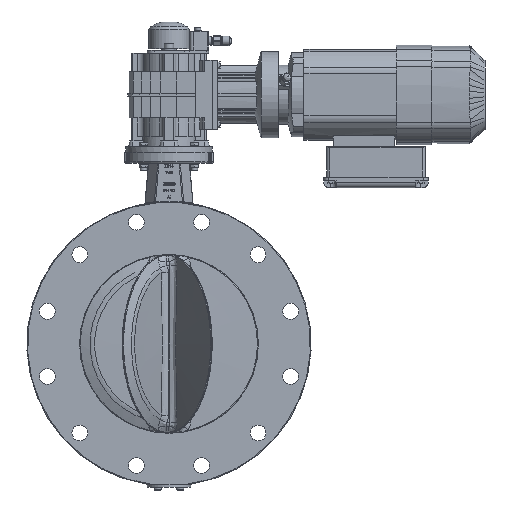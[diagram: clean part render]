
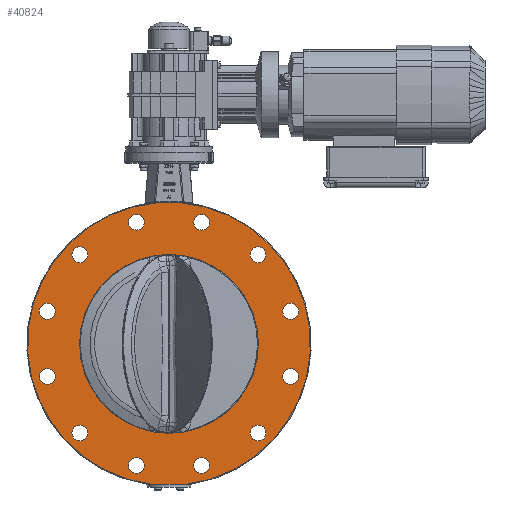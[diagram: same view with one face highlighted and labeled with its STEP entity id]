
A CAD part, front view. The second image highlights one B-rep face of the part: STEP entity #40824.
In plain terms, the highlighted planar face has unit normal (0, -1, 0).
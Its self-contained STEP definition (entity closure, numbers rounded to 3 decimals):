
#40344=CARTESIAN_POINT('',(0.0,-34.,124.2));
#40345=VERTEX_POINT('',#40344);
#40346=CARTESIAN_POINT('',(0.0,-34.,0.0));
#40347=DIRECTION('',(0.0,-1.0,0.0));
#40348=DIRECTION('',(0.0,0.0,1.0));
#40349=AXIS2_PLACEMENT_3D('',#40346,#40347,#40348);
#40350=CIRCLE('',#40349,124.2);
#40351=EDGE_CURVE('',#40345,#40345,#40350,.T.);
#40626=CARTESIAN_POINT('',(-24.233,-34.0,-195.0));
#40627=VERTEX_POINT('',#40626);
#40641=CARTESIAN_POINT('',(24.233,-34.0,-195.0));
#40642=VERTEX_POINT('',#40641);
#40643=CARTESIAN_POINT('',(0.0,-34.0,0.0));
#40644=DIRECTION('',(0.0,1.0,0.0));
#40645=DIRECTION('',(1.0,0.0,0.0));
#40646=AXIS2_PLACEMENT_3D('',#40643,#40644,#40645);
#40647=CIRCLE('',#40646,196.5);
#40648=EDGE_CURVE('',#40627,#40642,#40647,.T.);
#40675=CARTESIAN_POINT('',(0.0,-34.0,167.1));
#40676=DIRECTION('',(0.0,1.0,0.0));
#40677=DIRECTION('',(0.0,0.0,1.0));
#40678=AXIS2_PLACEMENT_3D('',#40675,#40676,#40677);
#40679=PLANE('',#40678);
#40680=ORIENTED_EDGE('',*,*,#40648,.F.);
#40681=CARTESIAN_POINT('',(-24.233,-34.0,-195.0));
#40682=DIRECTION('',(1.0,0.0,0.0));
#40683=VECTOR('',#40682,48.466);
#40684=LINE('',#40681,#40683);
#40685=EDGE_CURVE('',#40627,#40642,#40684,.T.);
#40686=ORIENTED_EDGE('',*,*,#40685,.T.);
#40687=EDGE_LOOP('',(#40680,#40686));
#40688=FACE_OUTER_BOUND('',#40687,.T.);
#40689=ORIENTED_EDGE('',*,*,#40351,.F.);
#40690=EDGE_LOOP('',(#40689));
#40691=FACE_BOUND('',#40690,.T.);
#40692=CARTESIAN_POINT('',(158.037,-34.0,45.293));
#40693=VERTEX_POINT('',#40692);
#40694=CARTESIAN_POINT('',(169.037,-34.,45.293));
#40695=DIRECTION('',(0.0,1.0,0.0));
#40696=DIRECTION('',(-1.0,0.0,0.0));
#40697=AXIS2_PLACEMENT_3D('',#40694,#40695,#40696);
#40698=CIRCLE('',#40697,11.0);
#40699=EDGE_CURVE('',#40693,#40693,#40698,.T.);
#40700=ORIENTED_EDGE('',*,*,#40699,.T.);
#40701=EDGE_LOOP('',(#40700));
#40702=FACE_BOUND('',#40701,.T.);
#40703=CARTESIAN_POINT('',(112.744,-34.0,123.744));
#40704=VERTEX_POINT('',#40703);
#40705=CARTESIAN_POINT('',(123.744,-34.,123.744));
#40706=DIRECTION('',(0.0,1.0,0.0));
#40707=DIRECTION('',(-1.0,0.0,0.0));
#40708=AXIS2_PLACEMENT_3D('',#40705,#40706,#40707);
#40709=CIRCLE('',#40708,11.0);
#40710=EDGE_CURVE('',#40704,#40704,#40709,.T.);
#40711=ORIENTED_EDGE('',*,*,#40710,.T.);
#40712=EDGE_LOOP('',(#40711));
#40713=FACE_BOUND('',#40712,.T.);
#40714=CARTESIAN_POINT('',(34.293,-34.0,169.037));
#40715=VERTEX_POINT('',#40714);
#40716=CARTESIAN_POINT('',(45.293,-34.,169.037));
#40717=DIRECTION('',(0.0,1.0,0.0));
#40718=DIRECTION('',(-1.0,0.0,0.0));
#40719=AXIS2_PLACEMENT_3D('',#40716,#40717,#40718);
#40720=CIRCLE('',#40719,11.0);
#40721=EDGE_CURVE('',#40715,#40715,#40720,.T.);
#40722=ORIENTED_EDGE('',*,*,#40721,.T.);
#40723=EDGE_LOOP('',(#40722));
#40724=FACE_BOUND('',#40723,.T.);
#40725=CARTESIAN_POINT('',(-56.293,-34.0,169.037));
#40726=VERTEX_POINT('',#40725);
#40727=CARTESIAN_POINT('',(-45.293,-34.,169.037));
#40728=DIRECTION('',(0.0,1.0,0.0));
#40729=DIRECTION('',(-1.0,0.0,0.0));
#40730=AXIS2_PLACEMENT_3D('',#40727,#40728,#40729);
#40731=CIRCLE('',#40730,11.0);
#40732=EDGE_CURVE('',#40726,#40726,#40731,.T.);
#40733=ORIENTED_EDGE('',*,*,#40732,.T.);
#40734=EDGE_LOOP('',(#40733));
#40735=FACE_BOUND('',#40734,.T.);
#40736=CARTESIAN_POINT('',(-134.744,-34.0,123.744));
#40737=VERTEX_POINT('',#40736);
#40738=CARTESIAN_POINT('',(-123.744,-34.,123.744));
#40739=DIRECTION('',(0.0,1.0,0.0));
#40740=DIRECTION('',(-1.0,0.0,0.0));
#40741=AXIS2_PLACEMENT_3D('',#40738,#40739,#40740);
#40742=CIRCLE('',#40741,11.0);
#40743=EDGE_CURVE('',#40737,#40737,#40742,.T.);
#40744=ORIENTED_EDGE('',*,*,#40743,.T.);
#40745=EDGE_LOOP('',(#40744));
#40746=FACE_BOUND('',#40745,.T.);
#40747=CARTESIAN_POINT('',(-180.037,-34.0,45.293));
#40748=VERTEX_POINT('',#40747);
#40749=CARTESIAN_POINT('',(-169.037,-34.,45.293));
#40750=DIRECTION('',(0.0,1.0,0.0));
#40751=DIRECTION('',(-1.0,0.0,0.0));
#40752=AXIS2_PLACEMENT_3D('',#40749,#40750,#40751);
#40753=CIRCLE('',#40752,11.0);
#40754=EDGE_CURVE('',#40748,#40748,#40753,.T.);
#40755=ORIENTED_EDGE('',*,*,#40754,.T.);
#40756=EDGE_LOOP('',(#40755));
#40757=FACE_BOUND('',#40756,.T.);
#40758=CARTESIAN_POINT('',(-180.037,-34.0,-45.293));
#40759=VERTEX_POINT('',#40758);
#40760=CARTESIAN_POINT('',(-169.037,-34.,-45.293));
#40761=DIRECTION('',(0.0,1.0,0.0));
#40762=DIRECTION('',(-1.0,0.0,0.0));
#40763=AXIS2_PLACEMENT_3D('',#40760,#40761,#40762);
#40764=CIRCLE('',#40763,11.0);
#40765=EDGE_CURVE('',#40759,#40759,#40764,.T.);
#40766=ORIENTED_EDGE('',*,*,#40765,.T.);
#40767=EDGE_LOOP('',(#40766));
#40768=FACE_BOUND('',#40767,.T.);
#40769=CARTESIAN_POINT('',(-134.744,-34.0,-123.744));
#40770=VERTEX_POINT('',#40769);
#40771=CARTESIAN_POINT('',(-123.744,-34.,-123.744));
#40772=DIRECTION('',(0.0,1.0,0.0));
#40773=DIRECTION('',(-1.0,0.0,0.0));
#40774=AXIS2_PLACEMENT_3D('',#40771,#40772,#40773);
#40775=CIRCLE('',#40774,11.0);
#40776=EDGE_CURVE('',#40770,#40770,#40775,.T.);
#40777=ORIENTED_EDGE('',*,*,#40776,.T.);
#40778=EDGE_LOOP('',(#40777));
#40779=FACE_BOUND('',#40778,.T.);
#40780=CARTESIAN_POINT('',(-56.293,-34.0,-169.037));
#40781=VERTEX_POINT('',#40780);
#40782=CARTESIAN_POINT('',(-45.293,-34.,-169.037));
#40783=DIRECTION('',(0.0,1.0,0.0));
#40784=DIRECTION('',(-1.0,0.0,0.0));
#40785=AXIS2_PLACEMENT_3D('',#40782,#40783,#40784);
#40786=CIRCLE('',#40785,11.0);
#40787=EDGE_CURVE('',#40781,#40781,#40786,.T.);
#40788=ORIENTED_EDGE('',*,*,#40787,.T.);
#40789=EDGE_LOOP('',(#40788));
#40790=FACE_BOUND('',#40789,.T.);
#40791=CARTESIAN_POINT('',(34.293,-34.0,-169.037));
#40792=VERTEX_POINT('',#40791);
#40793=CARTESIAN_POINT('',(45.293,-34.,-169.037));
#40794=DIRECTION('',(0.0,1.0,0.0));
#40795=DIRECTION('',(-1.0,0.0,0.0));
#40796=AXIS2_PLACEMENT_3D('',#40793,#40794,#40795);
#40797=CIRCLE('',#40796,11.0);
#40798=EDGE_CURVE('',#40792,#40792,#40797,.T.);
#40799=ORIENTED_EDGE('',*,*,#40798,.T.);
#40800=EDGE_LOOP('',(#40799));
#40801=FACE_BOUND('',#40800,.T.);
#40802=CARTESIAN_POINT('',(112.744,-34.0,-123.744));
#40803=VERTEX_POINT('',#40802);
#40804=CARTESIAN_POINT('',(123.744,-34.,-123.744));
#40805=DIRECTION('',(0.0,1.0,0.0));
#40806=DIRECTION('',(-1.0,0.0,0.0));
#40807=AXIS2_PLACEMENT_3D('',#40804,#40805,#40806);
#40808=CIRCLE('',#40807,11.0);
#40809=EDGE_CURVE('',#40803,#40803,#40808,.T.);
#40810=ORIENTED_EDGE('',*,*,#40809,.T.);
#40811=EDGE_LOOP('',(#40810));
#40812=FACE_BOUND('',#40811,.T.);
#40813=CARTESIAN_POINT('',(158.037,-34.0,-45.293));
#40814=VERTEX_POINT('',#40813);
#40815=CARTESIAN_POINT('',(169.037,-34.,-45.293));
#40816=DIRECTION('',(0.0,1.0,0.0));
#40817=DIRECTION('',(-1.0,0.0,0.0));
#40818=AXIS2_PLACEMENT_3D('',#40815,#40816,#40817);
#40819=CIRCLE('',#40818,11.0);
#40820=EDGE_CURVE('',#40814,#40814,#40819,.T.);
#40821=ORIENTED_EDGE('',*,*,#40820,.T.);
#40822=EDGE_LOOP('',(#40821));
#40823=FACE_BOUND('',#40822,.T.);
#40824=ADVANCED_FACE('',(#40688,#40691,#40702,#40713,#40724,#40735,#40746,#40757,#40768,#40779,#40790,#40801,#40812,#40823),#40679,.F.);
